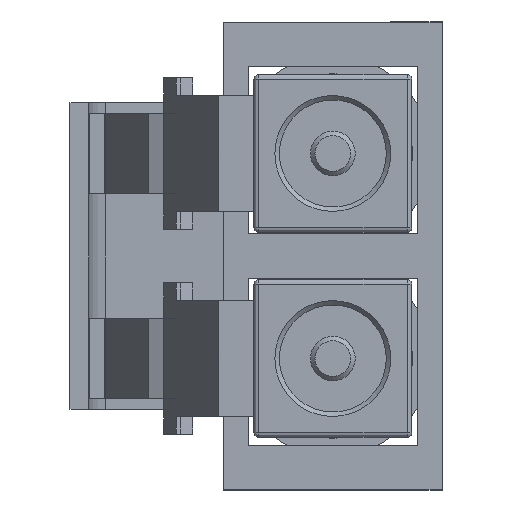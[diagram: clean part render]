
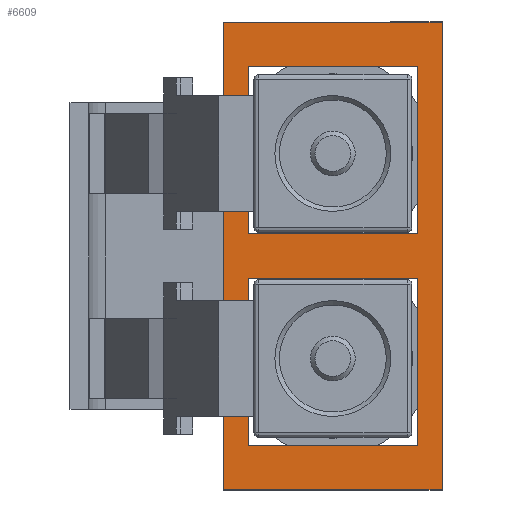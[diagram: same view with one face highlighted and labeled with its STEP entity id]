
A CAD part, left-side view. The second image highlights one B-rep face of the part: STEP entity #6609.
In plain terms, the highlighted face is planar.
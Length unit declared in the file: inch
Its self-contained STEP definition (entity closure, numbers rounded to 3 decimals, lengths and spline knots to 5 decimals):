
#343 = CARTESIAN_POINT ( 'NONE',  ( -0.2625, 0., -0.1225 ) ) ;
#385 = CARTESIAN_POINT ( 'NONE',  ( 0.2125, 0., 0.095 ) ) ;
#482 = EDGE_CURVE ( 'NONE', #7943, #3640, #988, .T. ) ;
#492 = VECTOR ( 'NONE', #7624, 39.37008 ) ;
#562 = LINE ( 'NONE', #5174, #492 ) ;
#785 = ORIENTED_EDGE ( 'NONE', *, *, #4297, .T. ) ;
#805 = VECTOR ( 'NONE', #5333, 39.37008 ) ;
#883 = VECTOR ( 'NONE', #7704, 39.37008 ) ;
#885 = LINE ( 'NONE', #343, #883 ) ;
#982 = CARTESIAN_POINT ( 'NONE',  ( -0.2625, 0., -0.1225 ) ) ;
#988 = LINE ( 'NONE', #4295, #805 ) ;
#1012 = AXIS2_PLACEMENT_3D ( 'NONE', #1466, #2717, #7056 ) ;
#1422 = LINE ( 'NONE', #7701, #7249 ) ;
#1441 = VERTEX_POINT ( 'NONE', #1996 ) ;
#1465 = DIRECTION ( 'NONE',  ( 1., 0., 0. ) ) ;
#1466 = CARTESIAN_POINT ( 'NONE',  ( -0.2625, 0., -0.1225 ) ) ;
#1503 = CARTESIAN_POINT ( 'NONE',  ( -0.2625, 0., 0.1225 ) ) ;
#1572 = EDGE_CURVE ( 'NONE', #7755, #4353, #7846, .T. ) ;
#1730 = EDGE_LOOP ( 'NONE', ( #4998, #1833, #5282, #785 ) ) ;
#1833 = ORIENTED_EDGE ( 'NONE', *, *, #5997, .T. ) ;
#1886 = VECTOR ( 'NONE', #4658, 39.37008 ) ;
#1900 = ORIENTED_EDGE ( 'NONE', *, *, #6473, .T. ) ;
#1996 = CARTESIAN_POINT ( 'NONE',  ( -0.2125, 0., -0.095 ) ) ;
#1997 = VERTEX_POINT ( 'NONE', #5434 ) ;
#2110 = DIRECTION ( 'NONE',  ( -1., 0., 0. ) ) ;
#2308 = LINE ( 'NONE', #982, #1886 ) ;
#2384 = VECTOR ( 'NONE', #6487, 39.37008 ) ;
#2450 = DIRECTION ( 'NONE',  ( 1., 0., 0. ) ) ;
#2465 = DIRECTION ( 'NONE',  ( 0., 0., -1. ) ) ;
#2484 = EDGE_LOOP ( 'NONE', ( #6600, #1900, #4531, #7048 ) ) ;
#2536 = LINE ( 'NONE', #6925, #2768 ) ;
#2590 = CARTESIAN_POINT ( 'NONE',  ( -0.025, 0., 0.095 ) ) ;
#2701 = VERTEX_POINT ( 'NONE', #2590 ) ;
#2717 = DIRECTION ( 'NONE',  ( 0., 1., 0. ) ) ;
#2718 = VERTEX_POINT ( 'NONE', #1503 ) ;
#2768 = VECTOR ( 'NONE', #2450, 39.37008 ) ;
#2820 = CARTESIAN_POINT ( 'NONE',  ( -0.2125, 0., 0.095 ) ) ;
#2828 = ORIENTED_EDGE ( 'NONE', *, *, #4784, .F. ) ;
#2843 = EDGE_CURVE ( 'NONE', #1997, #3716, #1422, .T. ) ;
#2913 = EDGE_CURVE ( 'NONE', #1441, #6012, #6759, .T. ) ;
#3374 = ORIENTED_EDGE ( 'NONE', *, *, #482, .F. ) ;
#3411 = LINE ( 'NONE', #7664, #7744 ) ;
#3533 = EDGE_LOOP ( 'NONE', ( #7514, #6653, #3374, #2828 ) ) ;
#3640 = VERTEX_POINT ( 'NONE', #4328 ) ;
#3703 = CARTESIAN_POINT ( 'NONE',  ( -0.025, 0., 0.095 ) ) ;
#3716 = VERTEX_POINT ( 'NONE', #5139 ) ;
#3811 = CARTESIAN_POINT ( 'NONE',  ( 0.2625, 0., 0.1225 ) ) ;
#3842 = EDGE_CURVE ( 'NONE', #3640, #7055, #2308, .T. ) ;
#3955 = DIRECTION ( 'NONE',  ( 1., 0., 0. ) ) ;
#3961 = DIRECTION ( 'NONE',  ( 0., 0., 1. ) ) ;
#4295 = CARTESIAN_POINT ( 'NONE',  ( 0.2625, 0., -0.1225 ) ) ;
#4297 = EDGE_CURVE ( 'NONE', #4353, #1997, #562, .T. ) ;
#4301 = FACE_OUTER_BOUND ( 'NONE', #3533, .T. ) ;
#4328 = CARTESIAN_POINT ( 'NONE',  ( 0.2625, 0., -0.1225 ) ) ;
#4353 = VERTEX_POINT ( 'NONE', #7085 ) ;
#4446 = CARTESIAN_POINT ( 'NONE',  ( -0.2125, 0., 0.095 ) ) ;
#4485 = VECTOR ( 'NONE', #2110, 39.37008 ) ;
#4523 = LINE ( 'NONE', #7652, #4485 ) ;
#4531 = ORIENTED_EDGE ( 'NONE', *, *, #6742, .T. ) ;
#4658 = DIRECTION ( 'NONE',  ( -1., 0., 0. ) ) ;
#4784 = EDGE_CURVE ( 'NONE', #2718, #7943, #3411, .T. ) ;
#4831 = VECTOR ( 'NONE', #5685, 39.37008 ) ;
#4977 = VECTOR ( 'NONE', #2465, 39.37008 ) ;
#4987 = LINE ( 'NONE', #3703, #4977 ) ;
#4998 = ORIENTED_EDGE ( 'NONE', *, *, #2843, .T. ) ;
#5024 = VERTEX_POINT ( 'NONE', #5471 ) ;
#5139 = CARTESIAN_POINT ( 'NONE',  ( 0.025, 0., 0.095 ) ) ;
#5171 = FACE_BOUND ( 'NONE', #2484, .T. ) ;
#5174 = CARTESIAN_POINT ( 'NONE',  ( 0.025, 0., -0.095 ) ) ;
#5179 = FACE_BOUND ( 'NONE', #1730, .T. ) ;
#5222 = VECTOR ( 'NONE', #1465, 39.37008 ) ;
#5282 = ORIENTED_EDGE ( 'NONE', *, *, #1572, .T. ) ;
#5333 = DIRECTION ( 'NONE',  ( 0., 0., -1. ) ) ;
#5377 = EDGE_CURVE ( 'NONE', #6012, #2701, #6885, .T. ) ;
#5434 = CARTESIAN_POINT ( 'NONE',  ( 0.025, 0., -0.095 ) ) ;
#5471 = CARTESIAN_POINT ( 'NONE',  ( -0.025, 0., -0.095 ) ) ;
#5477 = CARTESIAN_POINT ( 'NONE',  ( 0.2125, 0., 0.095 ) ) ;
#5647 = EDGE_CURVE ( 'NONE', #7055, #2718, #885, .T. ) ;
#5685 = DIRECTION ( 'NONE',  ( 0., 0., -1. ) ) ;
#5754 = CARTESIAN_POINT ( 'NONE',  ( -0.025, 0., 0.095 ) ) ;
#5755 = PLANE ( 'NONE',  #1012 ) ;
#5997 = EDGE_CURVE ( 'NONE', #3716, #7755, #2536, .T. ) ;
#6012 = VERTEX_POINT ( 'NONE', #4446 ) ;
#6473 = EDGE_CURVE ( 'NONE', #2701, #5024, #4987, .T. ) ;
#6487 = DIRECTION ( 'NONE',  ( 0., 0., 1. ) ) ;
#6600 = ORIENTED_EDGE ( 'NONE', *, *, #5377, .T. ) ;
#6609 = ADVANCED_FACE ( 'NONE', ( #5179, #5171, #4301 ), #5755, .F. ) ;
#6653 = ORIENTED_EDGE ( 'NONE', *, *, #3842, .F. ) ;
#6742 = EDGE_CURVE ( 'NONE', #5024, #1441, #4523, .T. ) ;
#6759 = LINE ( 'NONE', #2820, #2384 ) ;
#6801 = CARTESIAN_POINT ( 'NONE',  ( -0.2625, 0., -0.1225 ) ) ;
#6885 = LINE ( 'NONE', #5754, #5222 ) ;
#6925 = CARTESIAN_POINT ( 'NONE',  ( 0.025, 0., 0.095 ) ) ;
#7048 = ORIENTED_EDGE ( 'NONE', *, *, #2913, .T. ) ;
#7055 = VERTEX_POINT ( 'NONE', #6801 ) ;
#7056 = DIRECTION ( 'NONE',  ( 0., 0., 1. ) ) ;
#7085 = CARTESIAN_POINT ( 'NONE',  ( 0.2125, 0., -0.095 ) ) ;
#7249 = VECTOR ( 'NONE', #3961, 39.37008 ) ;
#7514 = ORIENTED_EDGE ( 'NONE', *, *, #5647, .F. ) ;
#7624 = DIRECTION ( 'NONE',  ( -1., 0., 0. ) ) ;
#7652 = CARTESIAN_POINT ( 'NONE',  ( -0.025, 0., -0.095 ) ) ;
#7664 = CARTESIAN_POINT ( 'NONE',  ( -0.2625, 0., 0.1225 ) ) ;
#7701 = CARTESIAN_POINT ( 'NONE',  ( 0.025, 0., 0.095 ) ) ;
#7704 = DIRECTION ( 'NONE',  ( 0., 0., 1. ) ) ;
#7744 = VECTOR ( 'NONE', #3955, 39.37008 ) ;
#7755 = VERTEX_POINT ( 'NONE', #385 ) ;
#7846 = LINE ( 'NONE', #5477, #4831 ) ;
#7943 = VERTEX_POINT ( 'NONE', #3811 ) ;
